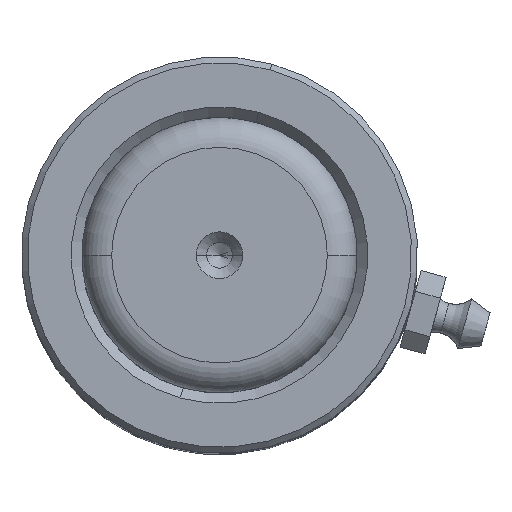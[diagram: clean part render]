
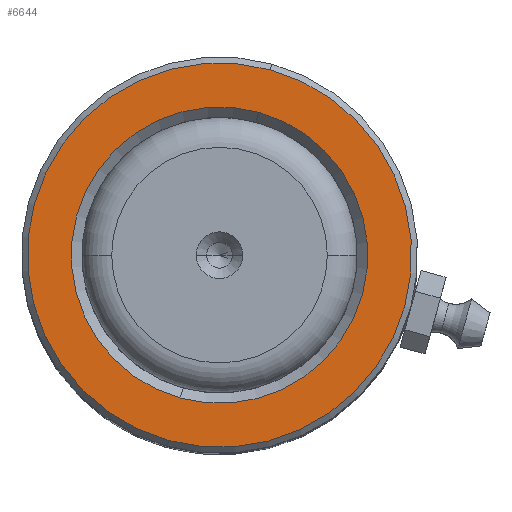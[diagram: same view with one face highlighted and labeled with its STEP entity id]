
A CAD part, top view. The second image highlights one B-rep face of the part: STEP entity #6644.
In plain terms, the highlighted planar face has unit normal (0, 0, 1).
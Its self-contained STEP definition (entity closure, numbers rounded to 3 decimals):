
#248 = DIRECTION ( 'NONE',  ( 0., 0., -1. ) ) ;
#262 = CARTESIAN_POINT ( 'NONE',  ( 0., 0., 100. ) ) ;
#737 = DIRECTION ( 'NONE',  ( 1., 0., 0. ) ) ;
#857 = ORIENTED_EDGE ( 'NONE', *, *, #3547, .T. ) ;
#902 = CARTESIAN_POINT ( 'NONE',  ( 22.3, 0., 100. ) ) ;
#976 = CARTESIAN_POINT ( 'NONE',  ( 0., 0., 100. ) ) ;
#1208 = CARTESIAN_POINT ( 'NONE',  ( -17.2, 0., 100. ) ) ;
#1346 = EDGE_CURVE ( 'NONE', #5998, #6648, #4613, .T. ) ;
#2136 = CIRCLE ( 'NONE', #5409, 17.2 ) ;
#2267 = DIRECTION ( 'NONE',  ( 0., 0., 1. ) ) ;
#2977 = ORIENTED_EDGE ( 'NONE', *, *, #6100, .T. ) ;
#3014 = FACE_BOUND ( 'NONE', #6297, .T. ) ;
#3364 = DIRECTION ( 'NONE',  ( 1., 0., 0. ) ) ;
#3547 = EDGE_CURVE ( 'NONE', #8936, #4048, #2136, .T. ) ;
#3728 = DIRECTION ( 'NONE',  ( 1., 0., 0. ) ) ;
#3870 = CARTESIAN_POINT ( 'NONE',  ( 17.2, 0., 100. ) ) ;
#4048 = VERTEX_POINT ( 'NONE', #1208 ) ;
#4130 = CIRCLE ( 'NONE', #8157, 17.2 ) ;
#4460 = ORIENTED_EDGE ( 'NONE', *, *, #1346, .T. ) ;
#4613 = CIRCLE ( 'NONE', #5646, 22.3 ) ;
#4712 = DIRECTION ( 'NONE',  ( 0., 0., -1. ) ) ;
#4797 = CARTESIAN_POINT ( 'NONE',  ( 0., 0., 100. ) ) ;
#4941 = DIRECTION ( 'NONE',  ( 0., 0., 1. ) ) ;
#5168 = AXIS2_PLACEMENT_3D ( 'NONE', #976, #7257, #3728 ) ;
#5409 = AXIS2_PLACEMENT_3D ( 'NONE', #5887, #248, #7925 ) ;
#5635 = EDGE_LOOP ( 'NONE', ( #2977, #4460 ) ) ;
#5646 = AXIS2_PLACEMENT_3D ( 'NONE', #8476, #4941, #737 ) ;
#5840 = CARTESIAN_POINT ( 'NONE',  ( -22.3, 0., 100. ) ) ;
#5887 = CARTESIAN_POINT ( 'NONE',  ( 0., 0., 100. ) ) ;
#5998 = VERTEX_POINT ( 'NONE', #902 ) ;
#6100 = EDGE_CURVE ( 'NONE', #6648, #5998, #7943, .T. ) ;
#6297 = EDGE_LOOP ( 'NONE', ( #857, #8290 ) ) ;
#6504 = DIRECTION ( 'NONE',  ( 1., 0., 0. ) ) ;
#6644 = ADVANCED_FACE ( 'NONE', ( #7600, #3014 ), #8610, .T. ) ;
#6648 = VERTEX_POINT ( 'NONE', #5840 ) ;
#6966 = EDGE_CURVE ( 'NONE', #4048, #8936, #4130, .T. ) ;
#7257 = DIRECTION ( 'NONE',  ( 0., 0., 1. ) ) ;
#7403 = AXIS2_PLACEMENT_3D ( 'NONE', #262, #2267, #6504 ) ;
#7600 = FACE_OUTER_BOUND ( 'NONE', #5635, .T. ) ;
#7925 = DIRECTION ( 'NONE',  ( 1., 0., 0. ) ) ;
#7943 = CIRCLE ( 'NONE', #5168, 22.3 ) ;
#8157 = AXIS2_PLACEMENT_3D ( 'NONE', #4797, #4712, #3364 ) ;
#8290 = ORIENTED_EDGE ( 'NONE', *, *, #6966, .T. ) ;
#8476 = CARTESIAN_POINT ( 'NONE',  ( 0., 0., 100. ) ) ;
#8610 = PLANE ( 'NONE',  #7403 ) ;
#8936 = VERTEX_POINT ( 'NONE', #3870 ) ;
